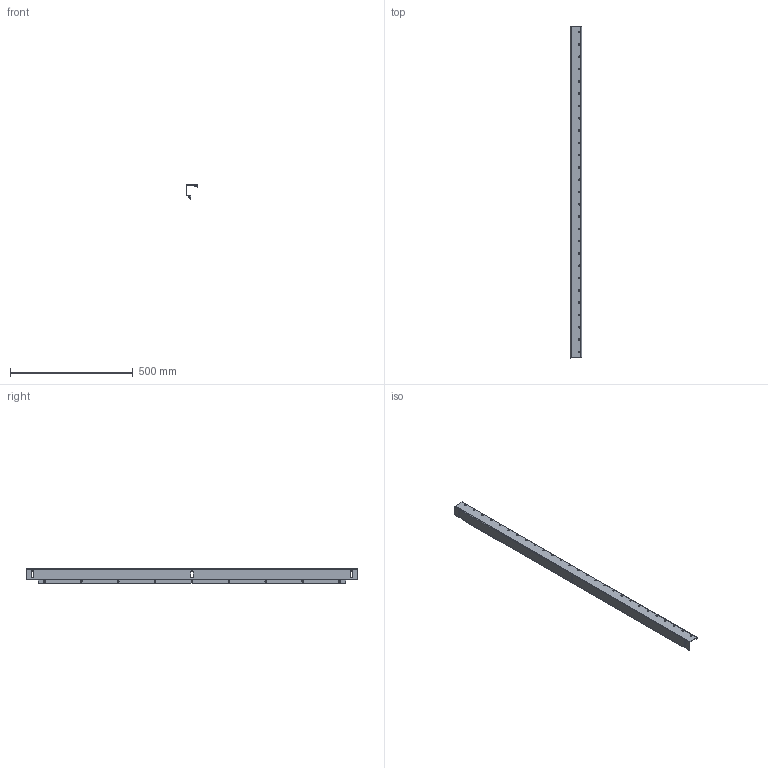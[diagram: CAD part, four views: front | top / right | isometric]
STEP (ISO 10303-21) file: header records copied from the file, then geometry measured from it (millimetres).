
FILE_DESCRIPTION (( 'STEP AP203' ), '1' );
FILE_NAME ('TI-00D-ST-140 TITAN Ñòîéêà âåðò. 1400 äëÿ ïàíåëåé ËÃ_ËÌÀ (2øò_êîìïë) IEK.STEP', '2024-02-05T09:22:20', ( '' ), ( '' ), 'SwSTEP 2.0', 'SolidWorks 2022', '' );
FILE_SCHEMA (( 'CONFIG_CONTROL_DESIGN' ));
Length unit declared in the file: millimetre
Products named in the file (3): КИВА 240.10.01-03_-14 (H1400); TI-00D-ST-140 TITAN Стойка верт. 1400 для панелей ЛГ_ЛМА (2шт_компл) IEK; Заклёпка резьбовая умен бортик_M4 (вытянутая на 1,4 мм)
Assembly tree (37 placements, depth 2):
  TI-00D-ST-140 TITAN Стойка верт. 1400 для панелей ЛГ_ЛМА (2шт_компл) IEK
    КИВА 240.10.01-03_-14 (H1400)
    Заклёпка резьбовая умен бортик_M4 (вытянутая на 1,4 мм)  x36
Bounding box: 45 x 1350 x 60.6 mm (x, y, z)
Volume: 232340.5 mm3; surface area: 341107.3 mm2
Topology: 37 solids, 37 shells, 668 faces, 1436 edges, 878 vertices
Faces by surface type: cylinder 383, plane 141, cone 72, torus 72
Entity records: 6151 total; most frequent: DIRECTION 962, CARTESIAN_POINT 817, ORIENTED_EDGE 772, AXIS2_PLACEMENT_3D 393, EDGE_CURVE 386, VERTEX_POINT 248, EDGE_LOOP 224, CIRCLE 210
